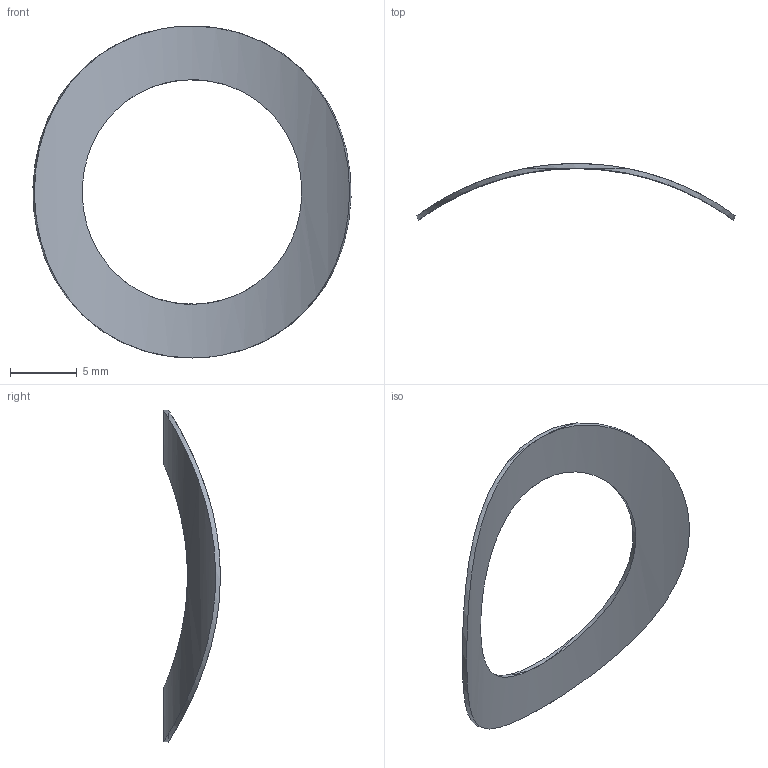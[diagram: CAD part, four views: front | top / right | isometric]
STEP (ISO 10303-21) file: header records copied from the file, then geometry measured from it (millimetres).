
FILE_DESCRIPTION (( 'STEP AP203' ), '1' );
FILE_NAME ('9715K88.step', '2012-08-16T18:24:41', ( 't2jrg' ), ( '' ), 'SwSTEP 2.0', 'SolidWorks 2009', '' );
FILE_SCHEMA (( 'CONFIG_CONTROL_DESIGN' ));
Length unit declared in the file: inch
Products named in the file (1): 9715K88
Bounding box: 23.85 x 4.26 x 24.89 mm (x, y, z)
Volume: 96 mm3; surface area: 587.8 mm2
Topology: 1 solids, 1 shells, 10 faces, 20 edges, 12 vertices
Faces by surface type: sphere 8, cylinder 2
Entity records: 711 total; most frequent: CARTESIAN_POINT 435, ORIENTED_EDGE 40, DIRECTION 38, EDGE_CURVE 20, AXIS2_PLACEMENT_3D 19, EDGE_LOOP 12, VERTEX_POINT 12, B_SPLINE_CURVE_WITH_KNOTS 12
